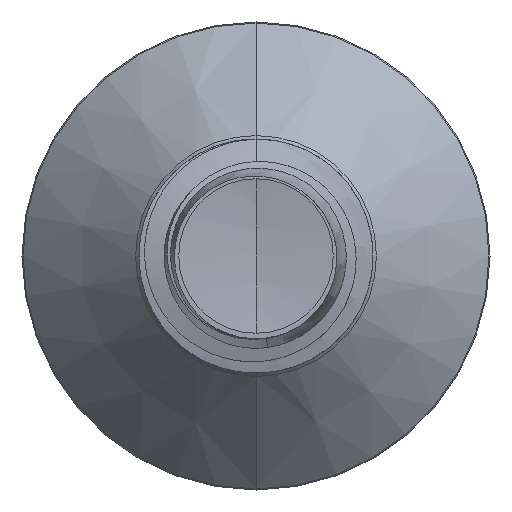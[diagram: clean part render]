
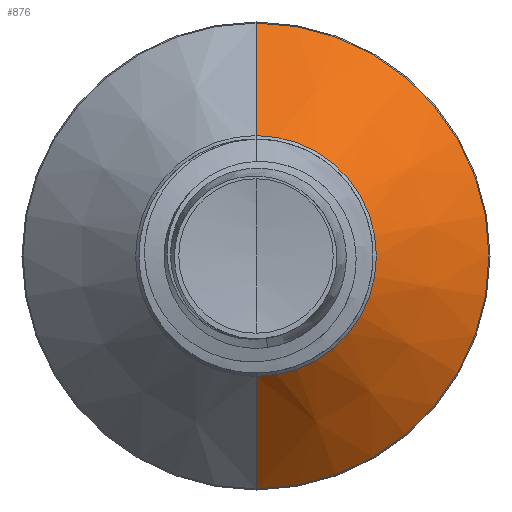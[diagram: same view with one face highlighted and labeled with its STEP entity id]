
A CAD part, front view. The second image highlights one B-rep face of the part: STEP entity #876.
In plain terms, the highlighted conical face has half-angle 45 degrees and reference radius 3.088 mm.
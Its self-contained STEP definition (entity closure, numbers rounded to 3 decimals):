
#209 = DIRECTION ( 'NONE',  ( 0., 0., 1. ) ) ;
#876 = ADVANCED_FACE ( 'NONE', ( #5479 ), #25732, .T. ) ;
#1370 = CIRCLE ( 'NONE', #12813, 5.974 ) ;
#1616 = CARTESIAN_POINT ( 'NONE',  ( 0., 15.239, 0. ) ) ;
#1680 = EDGE_CURVE ( 'NONE', #20889, #10044, #6399, .T. ) ;
#2490 = EDGE_CURVE ( 'NONE', #21790, #9046, #19388, .T. ) ;
#3221 = VECTOR ( 'NONE', #20300, 1000. ) ;
#5046 = CARTESIAN_POINT ( 'NONE',  ( 0., 18.124, 5.974 ) ) ;
#5148 = CARTESIAN_POINT ( 'NONE',  ( 0., 15.239, -3.089 ) ) ;
#5391 = DIRECTION ( 'NONE',  ( 0., 0.707, 0.707 ) ) ;
#5479 = FACE_OUTER_BOUND ( 'NONE', #14877, .T. ) ;
#6399 = LINE ( 'NONE', #15347, #7045 ) ;
#7045 = VECTOR ( 'NONE', #5391, 1000. ) ;
#7763 = AXIS2_PLACEMENT_3D ( 'NONE', #24519, #12402, #209 ) ;
#8448 = EDGE_CURVE ( 'NONE', #20889, #21790, #22186, .T. ) ;
#9046 = VERTEX_POINT ( 'NONE', #25466 ) ;
#9555 = DIRECTION ( 'NONE',  ( 0., 1., 0. ) ) ;
#9786 = ORIENTED_EDGE ( 'NONE', *, *, #2490, .T. ) ;
#10044 = VERTEX_POINT ( 'NONE', #5046 ) ;
#11716 = DIRECTION ( 'NONE',  ( 0., 1., 0. ) ) ;
#12402 = DIRECTION ( 'NONE',  ( 0., 1., 0. ) ) ;
#12604 = AXIS2_PLACEMENT_3D ( 'NONE', #1616, #9555, #23086 ) ;
#12813 = AXIS2_PLACEMENT_3D ( 'NONE', #23836, #11716, #25854 ) ;
#14877 = EDGE_LOOP ( 'NONE', ( #21328, #9786, #18909, #20761 ) ) ;
#15347 = CARTESIAN_POINT ( 'NONE',  ( 0., 15.239, 3.089 ) ) ;
#18909 = ORIENTED_EDGE ( 'NONE', *, *, #25751, .F. ) ;
#19388 = LINE ( 'NONE', #5148, #3221 ) ;
#20082 = CARTESIAN_POINT ( 'NONE',  ( 0., 15.239, -3.089 ) ) ;
#20300 = DIRECTION ( 'NONE',  ( 0., 0.707, -0.707 ) ) ;
#20761 = ORIENTED_EDGE ( 'NONE', *, *, #1680, .F. ) ;
#20889 = VERTEX_POINT ( 'NONE', #21739 ) ;
#21328 = ORIENTED_EDGE ( 'NONE', *, *, #8448, .T. ) ;
#21739 = CARTESIAN_POINT ( 'NONE',  ( 0., 15.239, 3.089 ) ) ;
#21790 = VERTEX_POINT ( 'NONE', #20082 ) ;
#22186 = CIRCLE ( 'NONE', #7763, 3.089 ) ;
#23086 = DIRECTION ( 'NONE',  ( 0., 0., 1. ) ) ;
#23836 = CARTESIAN_POINT ( 'NONE',  ( 0., 18.124, 0. ) ) ;
#24519 = CARTESIAN_POINT ( 'NONE',  ( 0., 15.239, 0. ) ) ;
#25466 = CARTESIAN_POINT ( 'NONE',  ( 0., 18.124, -5.974 ) ) ;
#25732 = CONICAL_SURFACE ( 'NONE', #12604, 3.089, 0.785 ) ;
#25751 = EDGE_CURVE ( 'NONE', #10044, #9046, #1370, .T. ) ;
#25854 = DIRECTION ( 'NONE',  ( 0., 0., 1. ) ) ;
